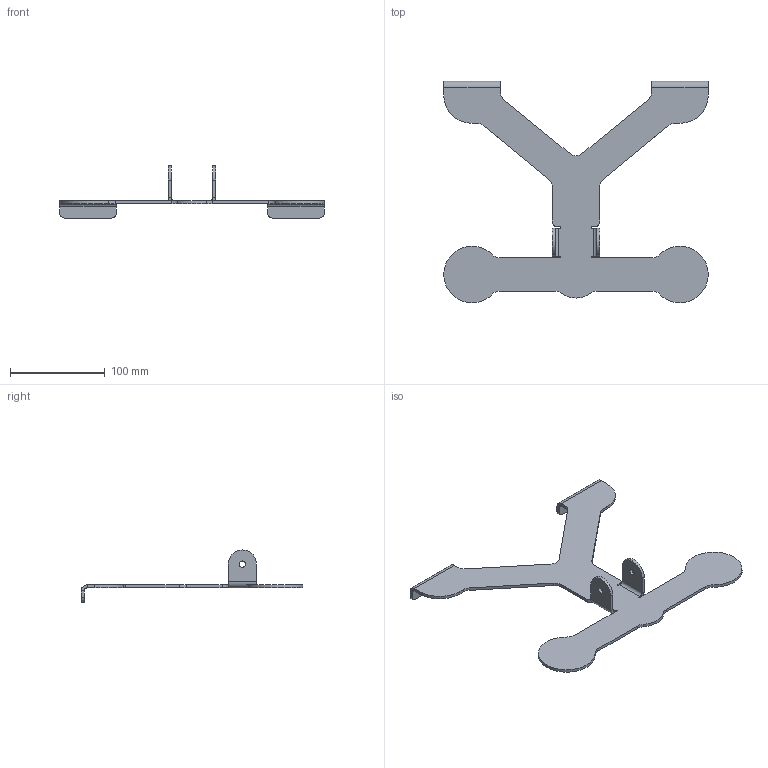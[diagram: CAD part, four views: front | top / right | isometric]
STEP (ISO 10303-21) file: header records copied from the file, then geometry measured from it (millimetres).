
FILE_DESCRIPTION(/* description */ (''),/* implementation_level */ '2;1');
FILE_NAME(/* name */ 'Top.step',/* time_stamp */ '2025-04-14T17:05:30-04:00',/* author */ (''),/* organization */ (''),/* preprocessor_version */ 'ST-DEVELOPER v20.1',/* originating_system */ 'Autodesk Translation Framework v14.4.0.0',/* authorisation */ '');
FILE_SCHEMA (('AUTOMOTIVE_DESIGN { 1 0 10303 214 3 1 1 }'));
Length unit declared in the file: millimetre
Products named in the file (1): Top
Bounding box: 280 x 234.53 x 55.18 mm (x, y, z)
Volume: 98349.6 mm3; surface area: 67381.4 mm2
Topology: 1 solids, 1 shells, 86 faces, 228 edges, 144 vertices
Faces by surface type: plane 46, cylinder 40
Full cylindrical faces by diameter (mm): 6.6 x2
Entity records: 2701 total; most frequent: DIRECTION 482, CARTESIAN_POINT 459, ORIENTED_EDGE 456, EDGE_CURVE 228, AXIS2_PLACEMENT_3D 167, LINE 148, VECTOR 148, VERTEX_POINT 144
